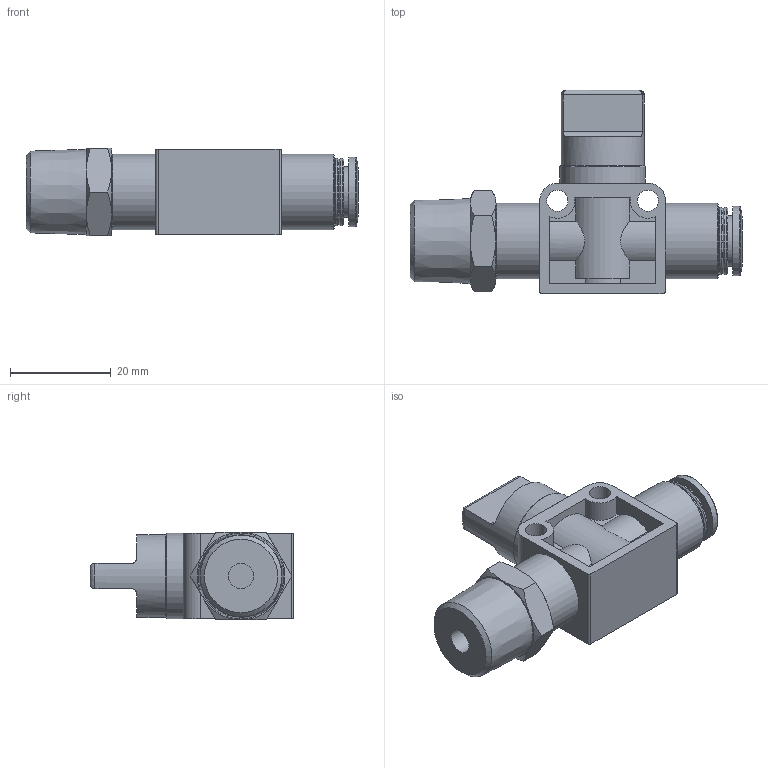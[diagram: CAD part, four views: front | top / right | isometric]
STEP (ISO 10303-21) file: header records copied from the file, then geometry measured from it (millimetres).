
FILE_DESCRIPTION(/* description */ ('STEP AP214'),/* implementation_level */ '2;1');
FILE_NAME(/* name */ '190874_HE-3A-3_8-QS-5_16-U',/* time_stamp */ '2024-08-29T02:54:19+02:00',/* author */ ('License CC BY-ND 4.0'),/* organization */ ('CADENAS'),/* preprocessor_version */ 'ST-DEVELOPER v19.3',/* originating_system */ 'PARTsolutions',/* authorisation */ ' ');
FILE_SCHEMA (('AUTOMOTIVE_DESIGN {1 0 10303 214 3 1 1}'));
Length unit declared in the file: millimetre
Products named in the file (1): 190874 HE-3A-3/8-QS-5/16-U
Bounding box: 66 x 40.5 x 17.46 mm (x, y, z)
Volume: 16409.7 mm3; surface area: 7428.5 mm2
Topology: 1 solids, 1 shells, 103 faces, 243 edges, 154 vertices
Faces by surface type: plane 46, cylinder 32, cone 22, torus 3
Full cylindrical faces by diameter (mm): 4.2 x2, 5 x1, 7.938 x1, 10.038 x1, 13.5 x2, 13.8 x1, 15 x2, 16.5 x1, 17 x1
Entity records: 3628 total; most frequent: CARTESIAN_POINT 622, DIRECTION 466, ORIENTED_EDGE 434, EDGE_CURVE 217, AXIS2_PLACEMENT_3D 185, VERTEX_POINT 151, EDGE_LOOP 142, FACE_BOUND 142
